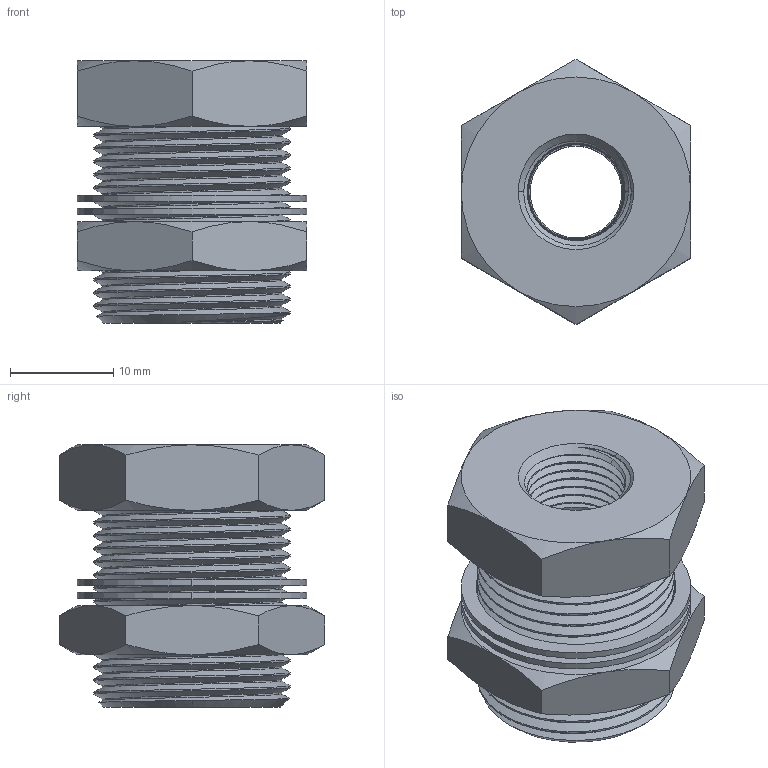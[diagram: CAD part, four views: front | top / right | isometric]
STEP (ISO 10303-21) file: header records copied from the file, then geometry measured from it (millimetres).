
FILE_DESCRIPTION (( 'STEP AP203' ), '1' );
FILE_NAME ('5483T92_Miniature Nickel-Plated Brass Pipe Fitting.STEP', '2021-09-10T04:12:44', ( 'Administrator' ), ( 'Managed by Terraform' ), 'SwSTEP 2.0', 'SolidWorks 2017', '' );
FILE_SCHEMA (( 'CONFIG_CONTROL_DESIGN' ));
Length unit declared in the file: inch
Products named in the file (1): 5483T92_Miniature Nickel-Plated Brass Pipe Fitting
Bounding box: 22.23 x 25.66 x 25.4 mm (x, y, z)
Volume: 6744.8 mm3; surface area: 5650.9 mm2
Topology: 4 solids, 4 shells, 151 faces, 393 edges, 253 vertices
Faces by surface type: cone 68, cylinder 48, plane 23, bspline 12
Entity records: 14486 total; most frequent: CARTESIAN_POINT 11216, ORIENTED_EDGE 786, DIRECTION 510, EDGE_CURVE 393, VERTEX_POINT 253, AXIS2_PLACEMENT_3D 205, EDGE_LOOP 162, FACE_OUTER_BOUND 151
